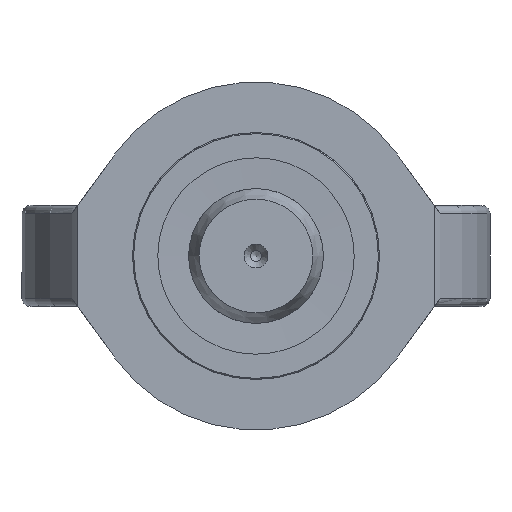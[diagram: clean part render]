
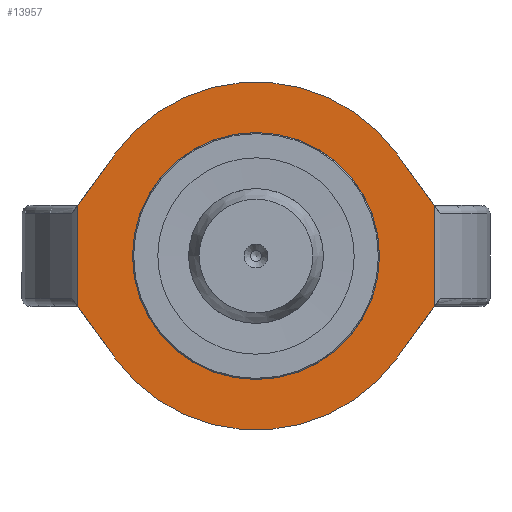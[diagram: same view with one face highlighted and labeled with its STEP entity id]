
A CAD part, front view. The second image highlights one B-rep face of the part: STEP entity #13957.
In plain terms, the highlighted planar face has unit normal (0, -1, 0).
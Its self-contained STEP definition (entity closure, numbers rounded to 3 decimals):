
#320=CIRCLE('',#14701,44.);
#378=CIRCLE('',#14819,62.);
#379=CIRCLE('',#14823,62.);
#606=FACE_BOUND('',#2647,.T.);
#1809=FACE_OUTER_BOUND('',#2646,.T.);
#2646=EDGE_LOOP('',(#10879,#10880,#10881,#10882,#10883,#10884,#10885,#10886));
#2647=EDGE_LOOP('',(#10887));
#3783=LINE('',#21368,#4940);
#3787=LINE('',#21385,#4944);
#3793=LINE('',#21846,#4950);
#3795=LINE('',#21850,#4952);
#3797=LINE('',#21856,#4954);
#3798=LINE('',#21858,#4955);
#4940=VECTOR('',#16566,10.);
#4944=VECTOR('',#16586,10.);
#4950=VECTOR('',#16704,10.);
#4952=VECTOR('',#16708,10.);
#4954=VECTOR('',#16716,10.);
#4955=VECTOR('',#16719,10.);
#6030=VERTEX_POINT('',#21158);
#6078=VERTEX_POINT('',#21360);
#6081=VERTEX_POINT('',#21366);
#6085=VERTEX_POINT('',#21382);
#6086=VERTEX_POINT('',#21384);
#6096=VERTEX_POINT('',#21840);
#6097=VERTEX_POINT('',#21842);
#6098=VERTEX_POINT('',#21848);
#6099=VERTEX_POINT('',#21852);
#7696=EDGE_CURVE('',#6030,#6030,#320,.T.);
#7764=EDGE_CURVE('',#6078,#6081,#3783,.T.);
#7772=EDGE_CURVE('',#6085,#6086,#3787,.T.);
#7815=EDGE_CURVE('',#6097,#6096,#378,.T.);
#7817=EDGE_CURVE('',#6096,#6086,#3793,.T.);
#7819=EDGE_CURVE('',#6085,#6098,#3795,.T.);
#7821=EDGE_CURVE('',#6098,#6099,#379,.T.);
#7822=EDGE_CURVE('',#6099,#6078,#3797,.T.);
#7823=EDGE_CURVE('',#6081,#6097,#3798,.T.);
#10879=ORIENTED_EDGE('',*,*,#7772,.F.);
#10880=ORIENTED_EDGE('',*,*,#7819,.T.);
#10881=ORIENTED_EDGE('',*,*,#7821,.T.);
#10882=ORIENTED_EDGE('',*,*,#7822,.T.);
#10883=ORIENTED_EDGE('',*,*,#7764,.T.);
#10884=ORIENTED_EDGE('',*,*,#7823,.T.);
#10885=ORIENTED_EDGE('',*,*,#7815,.T.);
#10886=ORIENTED_EDGE('',*,*,#7817,.T.);
#10887=ORIENTED_EDGE('',*,*,#7696,.T.);
#13320=PLANE('',#14826);
#13957=ADVANCED_FACE('',(#1809,#606),#13320,.T.);
#14701=AXIS2_PLACEMENT_3D('',#21159,#16424,#16425);
#14819=AXIS2_PLACEMENT_3D('',#21843,#16699,#16700);
#14823=AXIS2_PLACEMENT_3D('',#21854,#16712,#16713);
#14826=AXIS2_PLACEMENT_3D('',#21859,#16720,#16721);
#16424=DIRECTION('center_axis',(0.,1.,0.));
#16425=DIRECTION('ref_axis',(-1.,0.,0.));
#16566=DIRECTION('',(0.,0.,-1.));
#16586=DIRECTION('',(0.,0.,-1.));
#16699=DIRECTION('center_axis',(0.,-1.,0.));
#16700=DIRECTION('ref_axis',(-0.81,0.,-0.586));
#16704=DIRECTION('',(0.586,0.,0.81));
#16708=DIRECTION('',(-0.586,0.,0.81));
#16712=DIRECTION('center_axis',(0.,-1.,0.));
#16713=DIRECTION('ref_axis',(0.81,0.,0.586));
#16716=DIRECTION('',(-0.586,0.,-0.81));
#16719=DIRECTION('',(0.586,0.,-0.81));
#16720=DIRECTION('center_axis',(0.,-1.,0.));
#16721=DIRECTION('ref_axis',(1.,0.,0.));
#21158=CARTESIAN_POINT('',(44.,-87.5,0.));
#21159=CARTESIAN_POINT('Origin',(0.,-87.5,0.));
#21360=CARTESIAN_POINT('',(-63.5,-87.5,18.));
#21366=CARTESIAN_POINT('',(-63.5,-87.5,-18.));
#21368=CARTESIAN_POINT('',(-63.5,-87.5,0.));
#21382=CARTESIAN_POINT('',(63.5,-87.5,18.));
#21384=CARTESIAN_POINT('',(63.5,-87.5,-18.));
#21385=CARTESIAN_POINT('',(63.5,-87.5,0.));
#21840=CARTESIAN_POINT('',(50.235,-87.5,-36.338));
#21842=CARTESIAN_POINT('',(-50.235,-87.5,-36.338));
#21843=CARTESIAN_POINT('Origin',(0.,-87.5,0.));
#21846=CARTESIAN_POINT('',(50.235,-87.5,-36.338));
#21848=CARTESIAN_POINT('',(50.235,-87.5,36.338));
#21850=CARTESIAN_POINT('',(63.5,-87.5,18.));
#21852=CARTESIAN_POINT('',(-50.235,-87.5,36.338));
#21854=CARTESIAN_POINT('Origin',(0.,-87.5,0.));
#21856=CARTESIAN_POINT('',(-50.235,-87.5,36.338));
#21858=CARTESIAN_POINT('',(-63.5,-87.5,-18.));
#21859=CARTESIAN_POINT('Origin',(-63.5,-87.5,0.));
